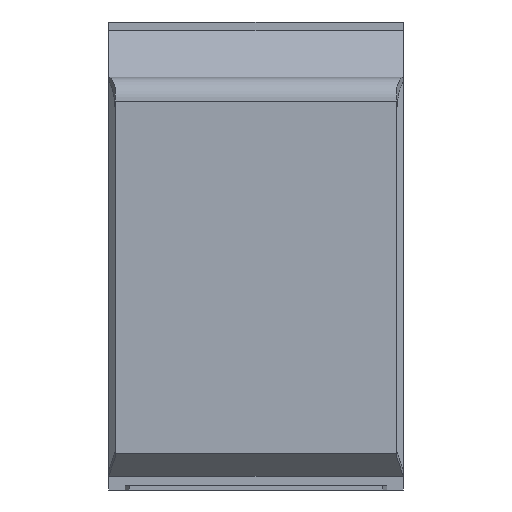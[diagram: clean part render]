
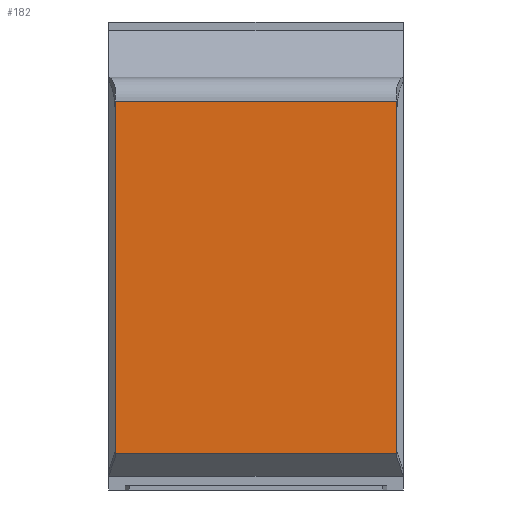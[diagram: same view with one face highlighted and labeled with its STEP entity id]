
A CAD part, front view. The second image highlights one B-rep face of the part: STEP entity #182.
In plain terms, the highlighted planar face has unit normal (0, -1, 0).
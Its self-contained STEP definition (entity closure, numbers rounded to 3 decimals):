
#182=ADVANCED_FACE('',(#423),#424,.F.);
#423=FACE_OUTER_BOUND('',#907,.T.);
#424=PLANE('',#908);
#907=EDGE_LOOP('',(#1518,#1519,#1520,#1521));
#908=AXIS2_PLACEMENT_3D('',#1522,#1523,#1524);
#1518=ORIENTED_EDGE('',*,*,#3504,.F.);
#1519=ORIENTED_EDGE('',*,*,#3505,.F.);
#1520=ORIENTED_EDGE('',*,*,#3506,.F.);
#1521=ORIENTED_EDGE('',*,*,#3507,.F.);
#1522=CARTESIAN_POINT('',(-70.805,-58.523,223.975));
#1523=DIRECTION('',(0.,1.0,0.0));
#1524=DIRECTION('',(-1.0,0.,0.0));
#3504=EDGE_CURVE('',#4091,#4092,#4093,.F.);
#3505=EDGE_CURVE('',#4094,#4091,#4095,.T.);
#3506=EDGE_CURVE('',#4096,#4094,#4097,.T.);
#3507=EDGE_CURVE('',#4092,#4096,#4098,.F.);
#4091=VERTEX_POINT('',#5008);
#4092=VERTEX_POINT('',#5009);
#4093=LINE('',#5010,#5011);
#4094=VERTEX_POINT('',#5012);
#4095=LINE('',#5013,#5014);
#4096=VERTEX_POINT('',#5015);
#4097=LINE('',#5016,#5017);
#4098=LINE('',#5018,#5019);
#5008=CARTESIAN_POINT('',(-70.805,-58.523,188.578));
#5009=CARTESIAN_POINT('',(70.805,-58.523,188.578));
#5010=CARTESIAN_POINT('',(-70.805,-58.523,188.578));
#5011=VECTOR('',#6530,1.0);
#5012=CARTESIAN_POINT('',(-70.805,-58.523,11.56));
#5013=CARTESIAN_POINT('',(-70.805,-58.523,223.975));
#5014=VECTOR('',#6531,1.0);
#5015=CARTESIAN_POINT('',(70.805,-58.523,11.56));
#5016=CARTESIAN_POINT('',(-70.805,-58.523,11.56));
#5017=VECTOR('',#6532,1.0);
#5018=CARTESIAN_POINT('',(70.805,-58.523,223.975));
#5019=VECTOR('',#6533,1.0);
#6530=DIRECTION('',(-1.0,0.,0.0));
#6531=DIRECTION('',(0.0,0.0,1.0));
#6532=DIRECTION('',(-1.0,0.,0.0));
#6533=DIRECTION('',(0.0,0.0,1.0));
